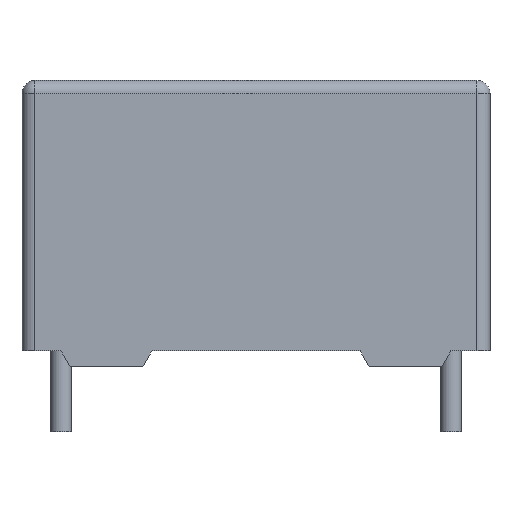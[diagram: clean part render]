
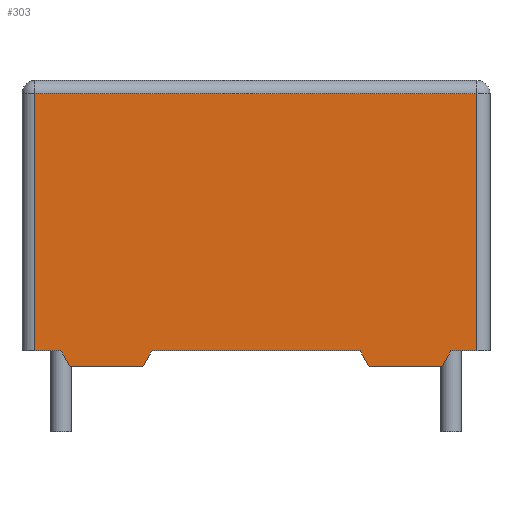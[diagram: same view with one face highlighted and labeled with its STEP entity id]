
A CAD part, front view. The second image highlights one B-rep face of the part: STEP entity #303.
In plain terms, the highlighted planar face has unit normal (0, -1, 0).
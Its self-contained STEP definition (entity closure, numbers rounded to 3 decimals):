
#303=ADVANCED_FACE('',(#748),#750,.T.);
#748=FACE_BOUND('',#749,.T.);
#749=EDGE_LOOP('',(#2378,#2379,#2380,#2381,#2382,#2383,#2384,#2385,#2386,#2387,#2388,
#2389));
#750=PLANE('',#751);
#751=AXIS2_PLACEMENT_3D('',#752,#753,#754);
#752=CARTESIAN_POINT('',(-9.,-3.,0.));
#753=DIRECTION('',(0.,-1.,0.));
#754=DIRECTION('',(1.,0.,0.));
#2378=ORIENTED_EDGE('',*,*,#2486,.T.);
#2379=ORIENTED_EDGE('',*,*,#2543,.T.);
#2380=ORIENTED_EDGE('',*,*,#2494,.T.);
#2381=ORIENTED_EDGE('',*,*,#2501,.T.);
#2382=ORIENTED_EDGE('',*,*,#2507,.T.);
#2383=ORIENTED_EDGE('',*,*,#2539,.T.);
#2384=ORIENTED_EDGE('',*,*,#2514,.T.);
#2385=ORIENTED_EDGE('',*,*,#2524,.T.);
#2386=ORIENTED_EDGE('',*,*,#2563,.T.);
#2387=ORIENTED_EDGE('',*,*,#2564,.F.);
#2388=ORIENTED_EDGE('',*,*,#2565,.F.);
#2389=ORIENTED_EDGE('',*,*,#2531,.T.);
#2486=EDGE_CURVE('',#2614,#2612,#2615,.F.);
#2494=EDGE_CURVE('',#2630,#2628,#2631,.F.);
#2501=EDGE_CURVE('',#2628,#2640,#2642,.F.);
#2507=EDGE_CURVE('',#2640,#2650,#2652,.F.);
#2514=EDGE_CURVE('',#2666,#2664,#2667,.F.);
#2524=EDGE_CURVE('',#2664,#2683,#2685,.F.);
#2531=EDGE_CURVE('',#2696,#2614,#2697,.F.);
#2539=EDGE_CURVE('',#2650,#2666,#2708,.T.);
#2543=EDGE_CURVE('',#2612,#2630,#2712,.T.);
#2563=EDGE_CURVE('',#2683,#2742,#2743,.T.);
#2564=EDGE_CURVE('',#2744,#2742,#2745,.T.);
#2565=EDGE_CURVE('',#2696,#2744,#2746,.T.);
#2612=VERTEX_POINT('',#2817);
#2614=VERTEX_POINT('',#2821);
#2615=LINE('',#2822,#2823);
#2628=VERTEX_POINT('',#2849);
#2630=VERTEX_POINT('',#2853);
#2631=LINE('',#2854,#2855);
#2640=VERTEX_POINT('',#2875);
#2642=LINE('',#2879,#2880);
#2650=VERTEX_POINT('',#2897);
#2652=LINE('',#2901,#2902);
#2664=VERTEX_POINT('',#2925);
#2666=VERTEX_POINT('',#2929);
#2667=LINE('',#2930,#2931);
#2683=VERTEX_POINT('',#2967);
#2685=LINE('',#2972,#2973);
#2696=VERTEX_POINT('',#2999);
#2697=LINE('',#3000,#3001);
#2708=LINE('',#3029,#3030);
#2712=LINE('',#3041,#3042);
#2742=VERTEX_POINT('',#3115);
#2743=LINE('',#3116,#3117);
#2744=VERTEX_POINT('',#3119);
#2745=LINE('',#3120,#3121);
#2746=LINE('',#3123,#3124);
#2817=CARTESIAN_POINT('',(-7.154,-3.,0.));
#2821=CARTESIAN_POINT('',(-7.5,-3.,0.6));
#2822=CARTESIAN_POINT('',(-7.154,-3.,0.));
#2823=VECTOR('',#2824,1.);
#2824=DIRECTION('',(-0.5,0.,0.866));
#2849=CARTESIAN_POINT('',(-4.,-3.,0.6));
#2853=CARTESIAN_POINT('',(-4.346,-3.,0.));
#2854=CARTESIAN_POINT('',(-4.,-3.,0.6));
#2855=VECTOR('',#2856,1.);
#2856=DIRECTION('',(-0.5,0.,-0.866));
#2875=CARTESIAN_POINT('',(4.,-3.,0.6));
#2879=CARTESIAN_POINT('',(4.,-3.,0.6));
#2880=VECTOR('',#2881,1.);
#2881=DIRECTION('',(-1.,0.,0.));
#2897=CARTESIAN_POINT('',(4.346,-3.,0.));
#2901=CARTESIAN_POINT('',(4.346,-3.,0.));
#2902=VECTOR('',#2903,1.);
#2903=DIRECTION('',(-0.5,0.,0.866));
#2925=CARTESIAN_POINT('',(7.5,-3.,0.6));
#2929=CARTESIAN_POINT('',(7.154,-3.,0.));
#2930=CARTESIAN_POINT('',(7.5,-3.,0.6));
#2931=VECTOR('',#2932,1.);
#2932=DIRECTION('',(-0.5,0.,-0.866));
#2967=CARTESIAN_POINT('',(8.5,-3.,0.6));
#2972=CARTESIAN_POINT('',(8.5,-3.,0.6));
#2973=VECTOR('',#2974,1.);
#2974=DIRECTION('',(-1.,0.,0.));
#2999=CARTESIAN_POINT('',(-8.5,-3.,0.6));
#3000=CARTESIAN_POINT('',(-7.5,-3.,0.6));
#3001=VECTOR('',#3002,1.);
#3002=DIRECTION('',(-1.,0.,0.));
#3029=CARTESIAN_POINT('',(4.346,-3.,0.));
#3030=VECTOR('',#3031,1.);
#3031=DIRECTION('',(1.,0.,0.));
#3041=CARTESIAN_POINT('',(-7.154,-3.,0.));
#3042=VECTOR('',#3043,1.);
#3043=DIRECTION('',(1.,0.,0.));
#3115=CARTESIAN_POINT('',(8.5,-3.,10.5));
#3116=CARTESIAN_POINT('',(8.5,-3.,0.6));
#3117=VECTOR('',#3118,1.);
#3118=DIRECTION('',(0.,0.,1.));
#3119=CARTESIAN_POINT('',(-8.5,-3.,10.5));
#3120=CARTESIAN_POINT('',(-8.5,-3.,10.5));
#3121=VECTOR('',#3122,1.);
#3122=DIRECTION('',(1.,0.,0.));
#3123=CARTESIAN_POINT('',(-8.5,-3.,0.6));
#3124=VECTOR('',#3125,1.);
#3125=DIRECTION('',(0.,0.,1.));
